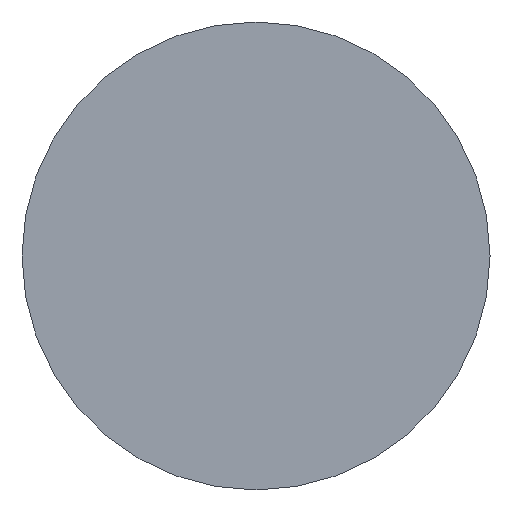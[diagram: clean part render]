
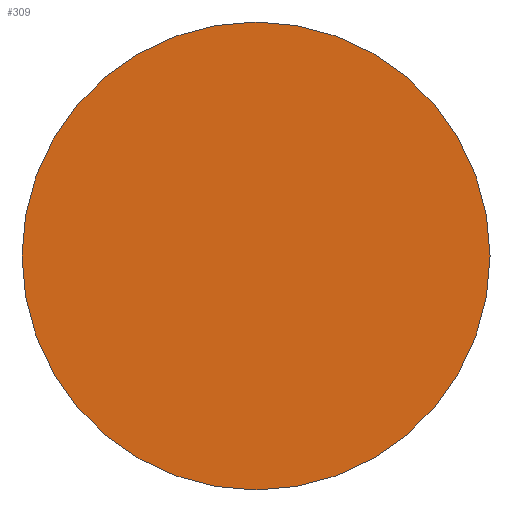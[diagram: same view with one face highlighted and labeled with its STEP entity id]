
A CAD part, front view. The second image highlights one B-rep face of the part: STEP entity #309.
In plain terms, the highlighted planar face has unit normal (0, -1, 0).
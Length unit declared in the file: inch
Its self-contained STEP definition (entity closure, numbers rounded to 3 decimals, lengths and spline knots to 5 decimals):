
#29=CIRCLE('',#351,0.065);
#45=FACE_OUTER_BOUND('',#63,.T.);
#63=EDGE_LOOP('',(#275));
#152=VERTEX_POINT('',#527);
#194=EDGE_CURVE('',#152,#152,#29,.T.);
#275=ORIENTED_EDGE('',*,*,#194,.T.);
#292=PLANE('',#352);
#309=ADVANCED_FACE('',(#45),#292,.T.);
#351=AXIS2_PLACEMENT_3D('',#529,#438,#439);
#352=AXIS2_PLACEMENT_3D('',#530,#440,#441);
#438=DIRECTION('center_axis',(0.,-1.,0.));
#439=DIRECTION('ref_axis',(1.,0.,0.));
#440=DIRECTION('center_axis',(0.,-1.,0.));
#441=DIRECTION('ref_axis',(0.,0.,-1.));
#527=CARTESIAN_POINT('',(-1.28705,-0.45304,0.10001));
#529=CARTESIAN_POINT('Origin',(-1.22205,-0.45304,0.10001));
#530=CARTESIAN_POINT('Origin',(-1.22205,-0.45304,0.10001));
